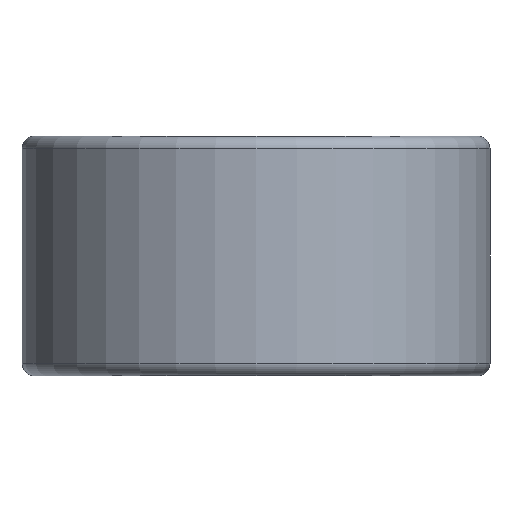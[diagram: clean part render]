
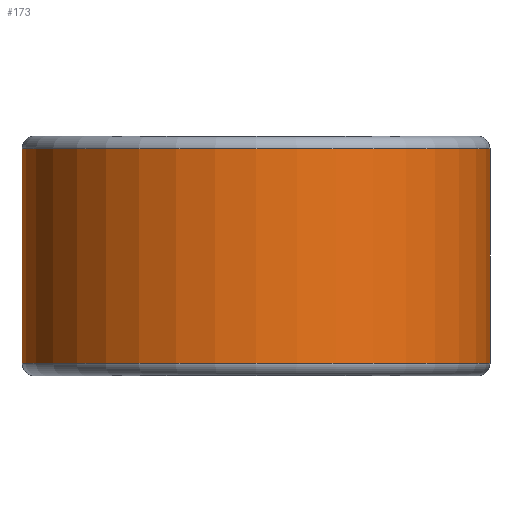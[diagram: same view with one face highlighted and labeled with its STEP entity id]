
A CAD part, front view. The second image highlights one B-rep face of the part: STEP entity #173.
In plain terms, the highlighted cylindrical face has radius 13.881 mm (diameter 27.762 mm), a partial arc.
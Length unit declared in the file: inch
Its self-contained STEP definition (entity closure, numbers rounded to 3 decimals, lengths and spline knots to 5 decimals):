
#18 = VECTOR ( 'NONE', #2085, 39.37008 ) ;
#63 = VERTEX_POINT ( 'NONE', #2687 ) ;
#133 = LINE ( 'NONE', #2427, #1169 ) ;
#173 = ADVANCED_FACE ( 'NONE', ( #1037 ), #762, .T. ) ;
#222 = CARTESIAN_POINT ( 'NONE',  ( 1.015, -1.375, 0. ) ) ;
#253 = DIRECTION ( 'NONE',  ( 0., 0., 1. ) ) ;
#349 = EDGE_CURVE ( 'NONE', #63, #434, #1221, .T. ) ;
#434 = VERTEX_POINT ( 'NONE', #449 ) ;
#449 = CARTESIAN_POINT ( 'NONE',  ( 1.015, -1.375, 0.25 ) ) ;
#479 = DIRECTION ( 'NONE',  ( 1., 0., 0. ) ) ;
#762 = CYLINDRICAL_SURFACE ( 'NONE', #1270, 0.5465 ) ;
#1037 = FACE_OUTER_BOUND ( 'NONE', #2058, .T. ) ;
#1059 = DIRECTION ( 'NONE',  ( 0., 0., 1. ) ) ;
#1161 = ORIENTED_EDGE ( 'NONE', *, *, #1630, .T. ) ;
#1169 = VECTOR ( 'NONE', #2613, 39.37008 ) ;
#1221 = CIRCLE ( 'NONE', #1853, 0.5465 ) ;
#1270 = AXIS2_PLACEMENT_3D ( 'NONE', #2223, #1442, #2295 ) ;
#1312 = CARTESIAN_POINT ( 'NONE',  ( 0.4685, -1.375, 0.25 ) ) ;
#1442 = DIRECTION ( 'NONE',  ( 0., 0., 1. ) ) ;
#1487 = CARTESIAN_POINT ( 'NONE',  ( 0.4685, -1.375, -0.25 ) ) ;
#1574 = EDGE_CURVE ( 'NONE', #2402, #434, #2228, .T. ) ;
#1591 = CARTESIAN_POINT ( 'NONE',  ( -0.078, -1.375, -0.25 ) ) ;
#1630 = EDGE_CURVE ( 'NONE', #2362, #2402, #1634, .T. ) ;
#1634 = CIRCLE ( 'NONE', #1776, 0.5465 ) ;
#1707 = DIRECTION ( 'NONE',  ( 1., 0., 0. ) ) ;
#1776 = AXIS2_PLACEMENT_3D ( 'NONE', #1487, #253, #1707 ) ;
#1853 = AXIS2_PLACEMENT_3D ( 'NONE', #1312, #1059, #479 ) ;
#2026 = CARTESIAN_POINT ( 'NONE',  ( 1.015, -1.375, -0.25 ) ) ;
#2058 = EDGE_LOOP ( 'NONE', ( #1161, #2347, #2391, #2116 ) ) ;
#2085 = DIRECTION ( 'NONE',  ( 0., 0., 1. ) ) ;
#2116 = ORIENTED_EDGE ( 'NONE', *, *, #2360, .T. ) ;
#2223 = CARTESIAN_POINT ( 'NONE',  ( 0.4685, -1.375, 0. ) ) ;
#2228 = LINE ( 'NONE', #222, #18 ) ;
#2295 = DIRECTION ( 'NONE',  ( 1., 0., 0. ) ) ;
#2347 = ORIENTED_EDGE ( 'NONE', *, *, #1574, .T. ) ;
#2360 = EDGE_CURVE ( 'NONE', #63, #2362, #133, .T. ) ;
#2362 = VERTEX_POINT ( 'NONE', #1591 ) ;
#2391 = ORIENTED_EDGE ( 'NONE', *, *, #349, .F. ) ;
#2402 = VERTEX_POINT ( 'NONE', #2026 ) ;
#2427 = CARTESIAN_POINT ( 'NONE',  ( -0.078, -1.375, 0.25 ) ) ;
#2613 = DIRECTION ( 'NONE',  ( 0., 0., -1. ) ) ;
#2687 = CARTESIAN_POINT ( 'NONE',  ( -0.078, -1.375, 0.25 ) ) ;
